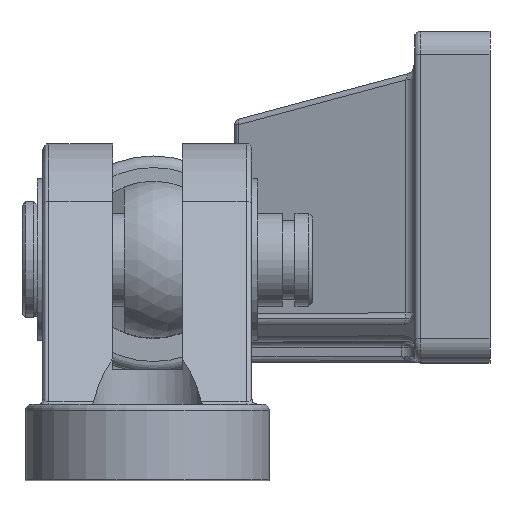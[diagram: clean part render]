
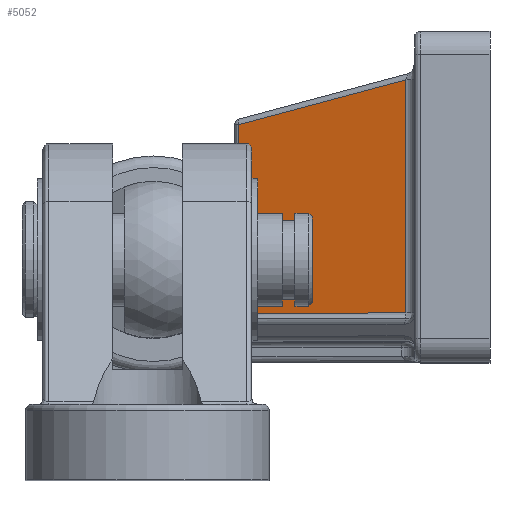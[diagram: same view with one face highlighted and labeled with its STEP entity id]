
A CAD part, top view. The second image highlights one B-rep face of the part: STEP entity #5052.
In plain terms, the highlighted face is planar.
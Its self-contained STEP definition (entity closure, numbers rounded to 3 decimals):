
#344=LINE($,#8294,#678);
#347=LINE($,#8314,#681);
#348=LINE($,#8317,#682);
#349=LINE($,#8321,#683);
#350=LINE($,#8322,#684);
#678=VECTOR($,#6454,14.645);
#681=VECTOR($,#6469,0.251);
#682=VECTOR($,#6472,16.213);
#683=VECTOR($,#6477,20.068);
#684=VECTOR($,#6478,15.387);
#923=PLANE($,#5486);
#1497=FACE_OUTER_BOUND($,#1839,.T.);
#1839=EDGE_LOOP($,(#3956,#3957,#3958,#3959,#3960));
#2521=VERTEX_POINT($,#8285);
#2523=VERTEX_POINT($,#8291);
#2524=VERTEX_POINT($,#8293);
#2527=VERTEX_POINT($,#8316);
#2528=VERTEX_POINT($,#8320);
#3046=EDGE_CURVE($,#2523,#2524,#344,.T.);
#3053=EDGE_CURVE($,#2524,#2521,#347,.T.);
#3054=EDGE_CURVE($,#2521,#2527,#348,.T.);
#3056=EDGE_CURVE($,#2528,#2523,#349,.T.);
#3057=EDGE_CURVE($,#2527,#2528,#350,.T.);
#3956=ORIENTED_EDGE($,*,*,#3053,.F.);
#3957=ORIENTED_EDGE($,*,*,#3046,.F.);
#3958=ORIENTED_EDGE($,*,*,#3056,.F.);
#3959=ORIENTED_EDGE($,*,*,#3057,.F.);
#3960=ORIENTED_EDGE($,*,*,#3054,.F.);
#5052=ADVANCED_FACE($,(#1497),#923,.T.);
#5486=AXIS2_PLACEMENT_3D($,#8319,#6475,#6476);
#6454=DIRECTION($,(-0.259,0.,0.966));
#6469=DIRECTION($,(-0.259,0.,0.966));
#6472=DIRECTION($,(0.,1.,0.));
#6475=DIRECTION('center_axis',(0.966,0.,0.259));
#6476=DIRECTION('ref_axis',(0.259,0.,-0.966));
#6477=DIRECTION($,(0.,-1.,0.));
#6478=DIRECTION($,(0.251,0.251,-0.935));
#8285=CARTESIAN_POINT('',(9.099,-3.75,21.629));
#8291=CARTESIAN_POINT('',(12.955,-3.75,7.241));
#8293=CARTESIAN_POINT('',(9.164,-3.75,21.387));
#8294=CARTESIAN_POINT($,(12.611,-3.75,8.523));
#8314=CARTESIAN_POINT($,(12.611,-3.75,8.523));
#8316=CARTESIAN_POINT('',(9.099,12.463,21.629));
#8317=CARTESIAN_POINT($,(9.099,-8.,21.629));
#8319=CARTESIAN_POINT('Origin',(13.153,-8.,6.5));
#8320=CARTESIAN_POINT('',(12.955,16.318,7.241));
#8321=CARTESIAN_POINT($,(12.955,-0.875,7.241));
#8322=CARTESIAN_POINT($,(10.453,13.816,16.579));
